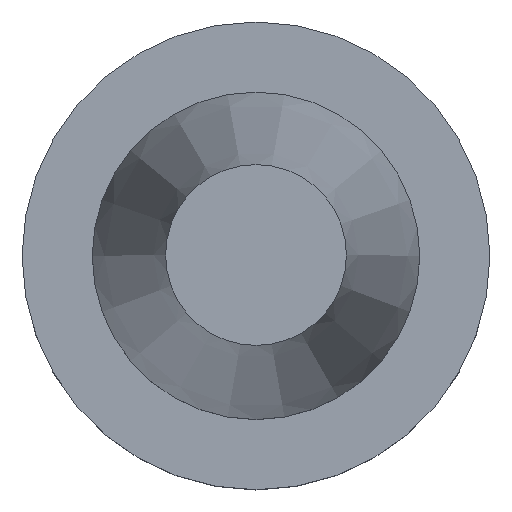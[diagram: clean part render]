
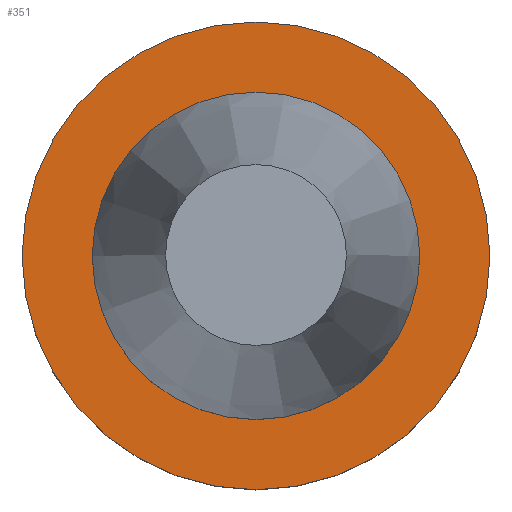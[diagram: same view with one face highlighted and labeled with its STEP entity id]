
A CAD part, top view. The second image highlights one B-rep face of the part: STEP entity #351.
In plain terms, the highlighted planar face has unit normal (0, 0, 1).
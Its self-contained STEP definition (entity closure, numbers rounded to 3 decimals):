
#23 = CARTESIAN_POINT ( 'NONE',  ( 31.75, 0., -3.175 ) ) ;
#110 = DIRECTION ( 'NONE',  ( 0., 0., 1. ) ) ;
#119 = AXIS2_PLACEMENT_3D ( 'NONE', #253, #299, #155 ) ;
#120 = EDGE_LOOP ( 'NONE', ( #349 ) ) ;
#122 = DIRECTION ( 'NONE',  ( -1., 0., 0. ) ) ;
#139 = AXIS2_PLACEMENT_3D ( 'NONE', #273, #385, #122 ) ;
#143 = AXIS2_PLACEMENT_3D ( 'NONE', #295, #110, #262 ) ;
#153 = PLANE ( 'NONE',  #139 ) ;
#155 = DIRECTION ( 'NONE',  ( 1., 0., 0. ) ) ;
#179 = FACE_OUTER_BOUND ( 'NONE', #120, .T. ) ;
#227 = EDGE_CURVE ( 'NONE', #254, #254, #329, .T. ) ;
#253 = CARTESIAN_POINT ( 'NONE',  ( 0., 0., -3.175 ) ) ;
#254 = VERTEX_POINT ( 'NONE', #308 ) ;
#262 = DIRECTION ( 'NONE',  ( 1., 0., 0. ) ) ;
#273 = CARTESIAN_POINT ( 'NONE',  ( 0., 31.75, -3.175 ) ) ;
#275 = VERTEX_POINT ( 'NONE', #23 ) ;
#295 = CARTESIAN_POINT ( 'NONE',  ( 0., 0., -3.175 ) ) ;
#299 = DIRECTION ( 'NONE',  ( 0., 0., 1. ) ) ;
#308 = CARTESIAN_POINT ( 'NONE',  ( 22.225, 0., -3.175 ) ) ;
#309 = EDGE_CURVE ( 'NONE', #275, #275, #312, .T. ) ;
#312 = CIRCLE ( 'NONE', #143, 31.75 ) ;
#329 = CIRCLE ( 'NONE', #119, 22.225 ) ;
#344 = ORIENTED_EDGE ( 'NONE', *, *, #227, .F. ) ;
#347 = EDGE_LOOP ( 'NONE', ( #344 ) ) ;
#349 = ORIENTED_EDGE ( 'NONE', *, *, #309, .T. ) ;
#351 = ADVANCED_FACE ( 'NONE', ( #354, #179 ), #153, .F. ) ;
#354 = FACE_BOUND ( 'NONE', #347, .T. ) ;
#385 = DIRECTION ( 'NONE',  ( 0., 0., -1. ) ) ;
